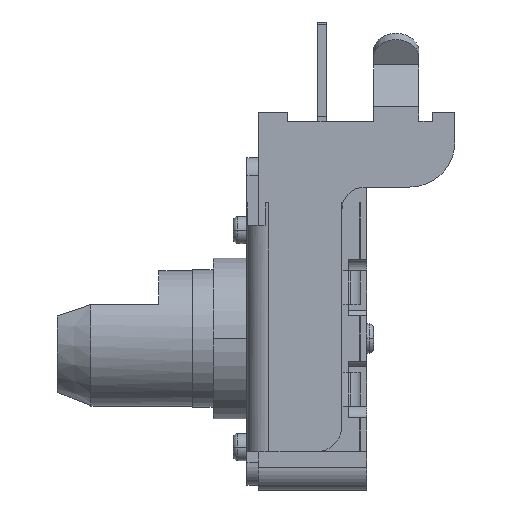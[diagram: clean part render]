
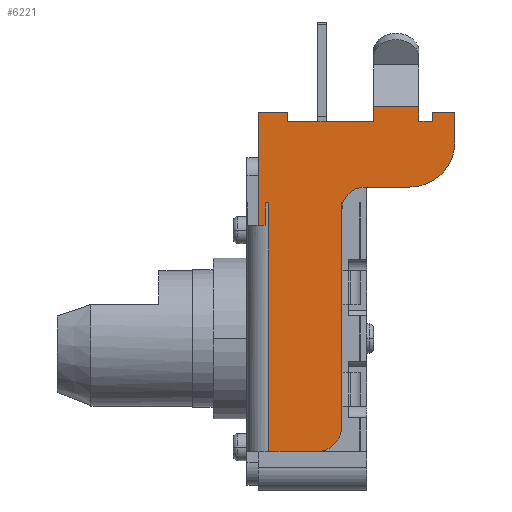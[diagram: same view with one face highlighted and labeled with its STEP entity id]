
A CAD part, left-side view. The second image highlights one B-rep face of the part: STEP entity #6221.
In plain terms, the highlighted planar face has unit normal (-1, 0, 0).
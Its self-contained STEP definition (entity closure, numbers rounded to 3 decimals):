
#565=DIRECTION('',(0.,0.,1.));
#566=VECTOR('',#565,1.);
#567=CARTESIAN_POINT('',(-6.,4.5,5.));
#568=LINE('',#567,#566);
#1091=DIRECTION('',(0.,0.,1.));
#1092=VECTOR('',#1091,5.);
#1093=CARTESIAN_POINT('',(-6.,4.8,5.));
#1094=LINE('',#1093,#1092);
#1265=DIRECTION('',(0.,1.,0.));
#1266=VECTOR('',#1265,1.3);
#1267=CARTESIAN_POINT('',(-6.,3.5,10.));
#1268=LINE('',#1267,#1266);
#1277=DIRECTION('',(0.,-1.,0.));
#1278=VECTOR('',#1277,0.168);
#1279=CARTESIAN_POINT('',(-6.,4.5,6.));
#1280=LINE('',#1279,#1278);
#1281=DIRECTION('',(0.,1.,0.));
#1282=VECTOR('',#1281,0.3);
#1283=CARTESIAN_POINT('',(-6.,4.5,5.));
#1284=LINE('',#1283,#1282);
#1285=DIRECTION('',(0.,0.,1.));
#1286=VECTOR('',#1285,0.4);
#1287=CARTESIAN_POINT('',(-6.,3.5,9.6));
#1288=LINE('',#1287,#1286);
#1289=DIRECTION('',(0.,1.,0.));
#1290=VECTOR('',#1289,3.8);
#1291=CARTESIAN_POINT('',(-6.,-0.3,9.6));
#1292=LINE('',#1291,#1290);
#1293=DIRECTION('',(0.,0.,-1.));
#1294=VECTOR('',#1293,0.662);
#1295=CARTESIAN_POINT('',(-6.,-0.3,10.262));
#1296=LINE('',#1295,#1294);
#1297=DIRECTION('',(0.,-1.,0.));
#1298=VECTOR('',#1297,2.);
#1299=CARTESIAN_POINT('',(-6.,-0.3,10.262));
#1300=LINE('',#1299,#1298);
#1301=DIRECTION('',(0.,0.,1.));
#1302=VECTOR('',#1301,0.662);
#1303=CARTESIAN_POINT('',(-6.,-2.3,9.6));
#1304=LINE('',#1303,#1302);
#1305=DIRECTION('',(0.,1.,0.));
#1306=VECTOR('',#1305,0.6);
#1307=CARTESIAN_POINT('',(-6.,-2.9,9.6));
#1308=LINE('',#1307,#1306);
#1309=DIRECTION('',(0.,0.,-1.));
#1310=VECTOR('',#1309,0.4);
#1311=CARTESIAN_POINT('',(-6.,-2.9,10.));
#1312=LINE('',#1311,#1310);
#1313=DIRECTION('',(0.,1.,0.));
#1314=VECTOR('',#1313,1.);
#1315=CARTESIAN_POINT('',(-6.,-3.9,10.));
#1316=LINE('',#1315,#1314);
#1317=DIRECTION('',(0.,0.,1.));
#1318=VECTOR('',#1317,1.3);
#1319=CARTESIAN_POINT('',(-6.,-3.9,8.7));
#1320=LINE('',#1319,#1318);
#1321=CARTESIAN_POINT('',(-6.,-1.9,8.7));
#1322=DIRECTION('',(-1.,0.,0.));
#1323=DIRECTION('',(0.,0.,-1.));
#1324=AXIS2_PLACEMENT_3D('',#1321,#1322,#1323);
#1326=DIRECTION('',(0.,-1.,0.));
#1327=VECTOR('',#1326,2.);
#1328=CARTESIAN_POINT('',(-6.,0.1,6.7));
#1329=LINE('',#1328,#1327);
#1330=CARTESIAN_POINT('',(-5.999,1.054,6.));
#1331=CARTESIAN_POINT('',(-5.999,1.028,6.082));
#1332=CARTESIAN_POINT('',(-6.001,0.958,
6.234));
#1333=CARTESIAN_POINT('',(-6.,0.796,
6.433));
#1334=CARTESIAN_POINT('',(-6.,0.591,
6.584));
#1335=CARTESIAN_POINT('',(-6.,0.352,
6.679));
#1336=CARTESIAN_POINT('',(-6.,0.186,6.7));
#1337=CARTESIAN_POINT('',(-6.,0.1,6.7));
#1339=CARTESIAN_POINT('',(-6.,1.117,6.));
#1340=CARTESIAN_POINT('',(-6.,1.107,6.));
#1341=CARTESIAN_POINT('',(-6.001,1.085,6.));
#1342=CARTESIAN_POINT('',(-5.999,1.064,6.));
#1343=CARTESIAN_POINT('',(-5.999,1.054,6.));
#1345=DIRECTION('',(0.,0.,-1.));
#1346=VECTOR('',#1345,10.077);
#1347=CARTESIAN_POINT('',(-6.,1.117,6.));
#1348=LINE('',#1347,#1346);
#1349=CARTESIAN_POINT('',(-6.,2.22,-3.88));
#1350=DIRECTION('',(-1.,0.,0.));
#1351=DIRECTION('',(0.,0.,-1.));
#1352=AXIS2_PLACEMENT_3D('',#1349,#1350,#1351);
#1354=DIRECTION('',(0.,-1.,0.));
#1355=VECTOR('',#1354,2.113);
#1356=CARTESIAN_POINT('',(-6.,4.332,-5.));
#1357=LINE('',#1356,#1355);
#1358=DIRECTION('',(0.,0.,-1.));
#1359=VECTOR('',#1358,11.);
#1360=CARTESIAN_POINT('',(-6.,4.332,6.));
#1361=LINE('',#1360,#1359);
#2196=CARTESIAN_POINT('',(-6.,1.117,-4.077));
#2683=CARTESIAN_POINT('',(-5.999,1.054,6.));
#4017=CARTESIAN_POINT('',(-6.,0.1,6.7));
#4018=CARTESIAN_POINT('',(-6.,-1.9,6.7));
#4019=VERTEX_POINT('',#4017);
#4020=VERTEX_POINT('',#4018);
#4021=CARTESIAN_POINT('',(-6.,-3.9,8.7));
#4022=VERTEX_POINT('',#4021);
#4023=CARTESIAN_POINT('',(-6.,-3.9,10.));
#4024=VERTEX_POINT('',#4023);
#4025=CARTESIAN_POINT('',(-6.,-2.9,10.));
#4026=VERTEX_POINT('',#4025);
#4027=CARTESIAN_POINT('',(-6.,-2.9,9.6));
#4028=VERTEX_POINT('',#4027);
#4029=CARTESIAN_POINT('',(-6.,-2.3,9.6));
#4030=VERTEX_POINT('',#4029);
#4031=CARTESIAN_POINT('',(-6.,-0.3,9.6));
#4032=CARTESIAN_POINT('',(-6.,3.5,9.6));
#4033=VERTEX_POINT('',#4031);
#4034=VERTEX_POINT('',#4032);
#4035=CARTESIAN_POINT('',(-6.,3.5,10.));
#4036=VERTEX_POINT('',#4035);
#4053=CARTESIAN_POINT('',(-6.,4.332,-5.));
#4055=VERTEX_POINT('',#4053);
#4058=VERTEX_POINT('',#2196);
#4101=VERTEX_POINT('',#2683);
#4126=CARTESIAN_POINT('',(-6.,4.332,6.));
#4127=VERTEX_POINT('',#4126);
#4128=CARTESIAN_POINT('',(-6.,1.117,6.));
#4129=VERTEX_POINT('',#4128);
#4130=CARTESIAN_POINT('',(-6.,2.22,-5.));
#4131=VERTEX_POINT('',#4130);
#4255=CARTESIAN_POINT('',(-6.,-0.3,10.262));
#4256=CARTESIAN_POINT('',(-6.,-2.3,10.262));
#4257=VERTEX_POINT('',#4255);
#4258=VERTEX_POINT('',#4256);
#4387=CARTESIAN_POINT('',(-6.,4.8,5.));
#4388=CARTESIAN_POINT('',(-6.,4.8,10.));
#4389=VERTEX_POINT('',#4387);
#4390=VERTEX_POINT('',#4388);
#4399=CARTESIAN_POINT('',(-6.,4.5,5.));
#4400=VERTEX_POINT('',#4399);
#4412=CARTESIAN_POINT('',(-6.,4.5,6.));
#4414=VERTEX_POINT('',#4412);
#6174=CARTESIAN_POINT('',(-6.,0.,0.));
#6175=DIRECTION('',(-1.,0.,0.));
#6176=DIRECTION('',(0.,-1.,0.));
#6177=AXIS2_PLACEMENT_3D('',#6174,#6175,#6176);
#6178=PLANE('',#6177);
#6179=ORIENTED_EDGE('',*,*,#5271,.F.);
#6180=ORIENTED_EDGE('',*,*,#5218,.F.);
#6182=ORIENTED_EDGE('',*,*,#6181,.T.);
#6183=ORIENTED_EDGE('',*,*,#5869,.T.);
#6184=ORIENTED_EDGE('',*,*,#6165,.F.);
#6186=ORIENTED_EDGE('',*,*,#6185,.F.);
#6188=ORIENTED_EDGE('',*,*,#6187,.F.);
#6190=ORIENTED_EDGE('',*,*,#6189,.F.);
#6192=ORIENTED_EDGE('',*,*,#6191,.T.);
#6194=ORIENTED_EDGE('',*,*,#6193,.F.);
#6196=ORIENTED_EDGE('',*,*,#6195,.F.);
#6198=ORIENTED_EDGE('',*,*,#6197,.F.);
#6200=ORIENTED_EDGE('',*,*,#6199,.F.);
#6202=ORIENTED_EDGE('',*,*,#6201,.F.);
#6204=ORIENTED_EDGE('',*,*,#6203,.F.);
#6206=ORIENTED_EDGE('',*,*,#6205,.F.);
#6208=ORIENTED_EDGE('',*,*,#6207,.F.);
#6210=ORIENTED_EDGE('',*,*,#6209,.F.);
#6212=ORIENTED_EDGE('',*,*,#6211,.T.);
#6214=ORIENTED_EDGE('',*,*,#6213,.F.);
#6216=ORIENTED_EDGE('',*,*,#6215,.F.);
#6218=ORIENTED_EDGE('',*,*,#6217,.F.);
#6219=EDGE_LOOP('',(#6179,#6180,#6182,#6183,#6184,#6186,#6188,#6190,#6192,#6194,
#6196,#6198,#6200,#6202,#6204,#6206,#6208,#6210,#6212,#6214,#6216,#6218));
#6220=FACE_OUTER_BOUND('',#6219,.F.);
#1325=CIRCLE('',#1324,2.);
#1338=B_SPLINE_CURVE_WITH_KNOTS('',3,(#1330,#1331,#1332,#1333,#1334,#1335,#1336,
#1337),.UNSPECIFIED.,.F.,.F.,(4,1,1,1,1,4),(0.,0.2,0.4,0.6,0.8,1.),
.UNSPECIFIED.);
#1344=B_SPLINE_CURVE_WITH_KNOTS('',3,(#1339,#1340,#1341,#1342,#1343),
.UNSPECIFIED.,.F.,.F.,(4,1,4),(0.,0.5,1.),.UNSPECIFIED.);
#1353=CIRCLE('',#1352,1.12);
#5218=EDGE_CURVE('',#4400,#4414,#568,.T.);
#5271=EDGE_CURVE('',#4414,#4127,#1280,.T.);
#5869=EDGE_CURVE('',#4389,#4390,#1094,.T.);
#6165=EDGE_CURVE('',#4036,#4390,#1268,.T.);
#6181=EDGE_CURVE('',#4400,#4389,#1284,.T.);
#6185=EDGE_CURVE('',#4034,#4036,#1288,.T.);
#6187=EDGE_CURVE('',#4033,#4034,#1292,.T.);
#6189=EDGE_CURVE('',#4257,#4033,#1296,.T.);
#6191=EDGE_CURVE('',#4257,#4258,#1300,.T.);
#6193=EDGE_CURVE('',#4030,#4258,#1304,.T.);
#6195=EDGE_CURVE('',#4028,#4030,#1308,.T.);
#6197=EDGE_CURVE('',#4026,#4028,#1312,.T.);
#6199=EDGE_CURVE('',#4024,#4026,#1316,.T.);
#6201=EDGE_CURVE('',#4022,#4024,#1320,.T.);
#6203=EDGE_CURVE('',#4020,#4022,#1325,.T.);
#6205=EDGE_CURVE('',#4019,#4020,#1329,.T.);
#6207=EDGE_CURVE('',#4101,#4019,#1338,.T.);
#6209=EDGE_CURVE('',#4129,#4101,#1344,.T.);
#6211=EDGE_CURVE('',#4129,#4058,#1348,.T.);
#6213=EDGE_CURVE('',#4131,#4058,#1353,.T.);
#6215=EDGE_CURVE('',#4055,#4131,#1357,.T.);
#6217=EDGE_CURVE('',#4127,#4055,#1361,.T.);
#6221=ADVANCED_FACE('',(#6220),#6178,.T.);
